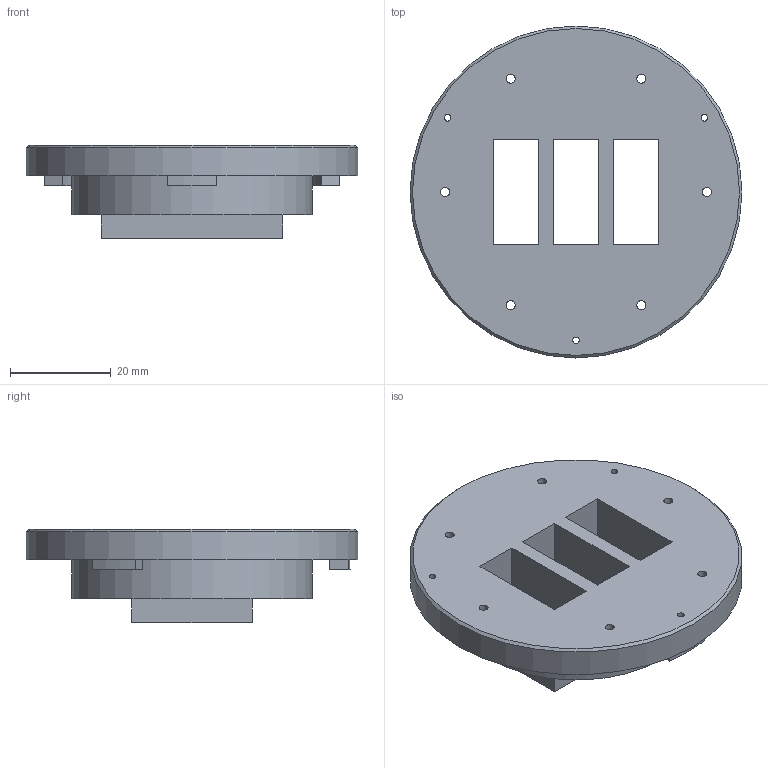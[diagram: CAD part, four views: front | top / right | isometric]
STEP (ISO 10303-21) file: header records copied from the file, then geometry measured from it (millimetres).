
FILE_DESCRIPTION(('HOOPS Exchange Step'),'2;1');
FILE_NAME('temp_export','2023-06-13T19:31:58-04:00',('gmoua'),('Shapr3D Limited'),'HOOPS Exchange 2022.2','Shapr3D','Authorized');
FILE_SCHEMA( ('AUTOMOTIVE_DESIGN { 1 0 10303 214 1 1 1 1 }') );
Length unit declared in the file: millimetre
Products named in the file (1): Z Mount Baffle
Bounding box: 66 x 66 x 18.5 mm (x, y, z)
Volume: 27947.3 mm3; surface area: 12503.4 mm2
Topology: 1 solids, 1 shells, 62 faces, 162 edges, 113 vertices
Faces by surface type: plane 35, cylinder 23, cone 4
Full cylindrical faces by diameter (mm): 1.3 x3, 1.8 x6, 3.5 x6, 47.8 x1, 66 x1
Entity records: 2027 total; most frequent: DIRECTION 357, CARTESIAN_POINT 338, ORIENTED_EDGE 324, EDGE_CURVE 162, AXIS2_PLACEMENT_3D 132, VERTEX_POINT 113, EDGE_LOOP 97, FACE_BOUND 97
